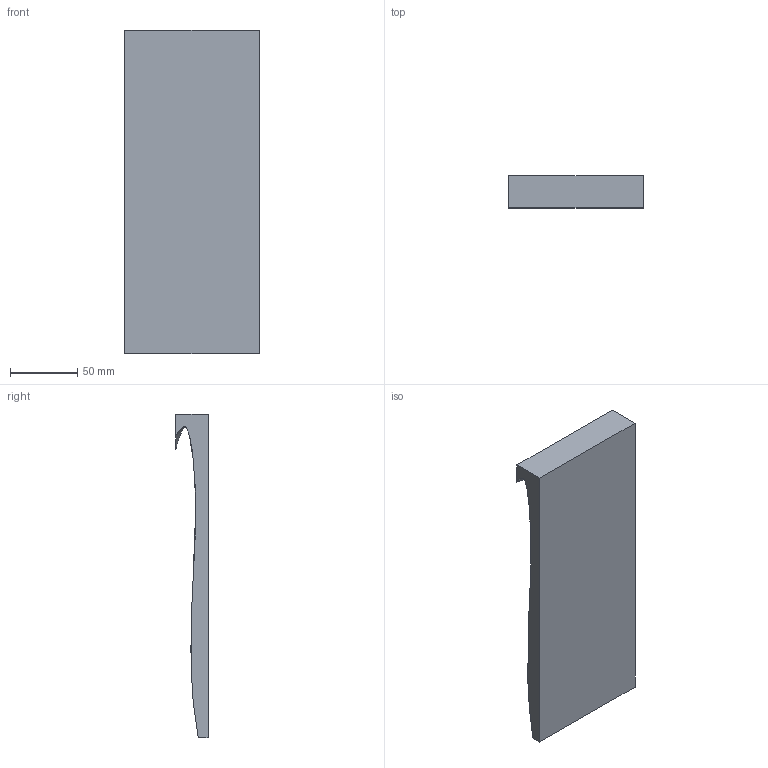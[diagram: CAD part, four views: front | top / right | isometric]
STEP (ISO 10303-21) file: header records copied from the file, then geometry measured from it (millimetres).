
FILE_DESCRIPTION(/* description */ (''),/* implementation_level */ '2;1');
FILE_NAME(/* name */ 'podstawka.step',/* time_stamp */ '2022-11-16T16:50:56+01:00',/* author */ (''),/* organization */ (''),/* preprocessor_version */ 'ST-DEVELOPER v19.2',/* originating_system */ 'Autodesk Translation Framework v11.17.0.187',/* authorisation */ '');
FILE_SCHEMA (('AUTOMOTIVE_DESIGN { 1 0 10303 214 3 1 1 }'));
Length unit declared in the file: millimetre
Products named in the file (1): FusionComponent
Bounding box: 100 x 24 x 240 mm (x, y, z)
Volume: 229752.5 mm3; surface area: 59628.7 mm2
Topology: 1 solids, 1 shells, 8 faces, 20 edges, 14 vertices
Faces by surface type: plane 6, bspline 2
Entity records: 1163 total; most frequent: CARTESIAN_POINT 957, ORIENTED_EDGE 40, DIRECTION 25, EDGE_CURVE 20, VERTEX_POINT 14, LINE 11, VECTOR 11, B_SPLINE_CURVE_WITH_KNOTS 9
